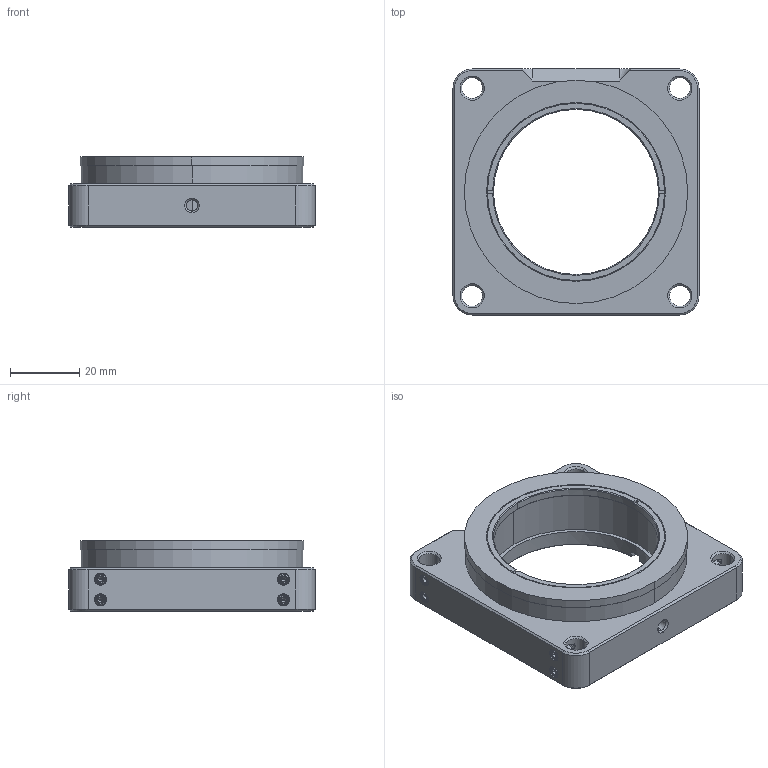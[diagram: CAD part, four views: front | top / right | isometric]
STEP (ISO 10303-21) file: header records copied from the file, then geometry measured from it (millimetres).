
FILE_DESCRIPTION (( 'STEP AP214' ), '1' );
FILE_NAME ('2.3.3.11_L30T-XSM2M_60mm笼式系统旋转安装座，用于φ2英寸光学元件，附带1个SM2卡环，带M4螺纹安装孔.STEP', '2021-07-22T07:04:57', ( 'Microsoft' ), ( 'Microsoft' ), 'SwSTEP 2.0', 'SolidWorks 2018', '' );
FILE_SCHEMA (( 'AUTOMOTIVE_DESIGN' ));
Length unit declared in the file: millimetre
Products named in the file (1): 2.3.3.11_L30T-XSM2M_60mm笼式系统旋转安装座，用于φ2英寸光学元件，附带1个SM2卡环，带M4螺纹安装孔
Bounding box: 71.1 x 71.1 x 20.3 mm (x, y, z)
Surface area: 18915.2 mm2 (no closed solid volume)
Topology: 0 solids, 21 shells, 320 faces, 744 edges, 437 vertices
Faces by surface type: cone 162, plane 111, cylinder 47
Entity records: 12949 total; most frequent: CARTESIAN_POINT 2242, DIRECTION 1579, ORIENTED_EDGE 1335, EDGE_CURVE 724, AXIS2_PLACEMENT_3D 622, VERTEX_POINT 437, EDGE_LOOP 372, VECTOR 335
